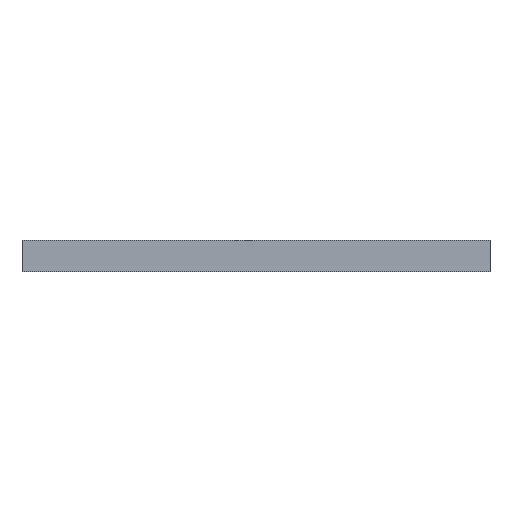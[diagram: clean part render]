
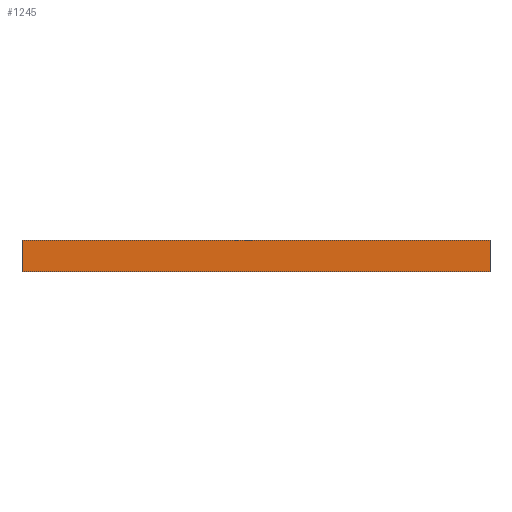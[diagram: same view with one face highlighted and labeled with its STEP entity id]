
A CAD part, front view. The second image highlights one B-rep face of the part: STEP entity #1245.
In plain terms, the highlighted planar face has unit normal (0, -1, 0).
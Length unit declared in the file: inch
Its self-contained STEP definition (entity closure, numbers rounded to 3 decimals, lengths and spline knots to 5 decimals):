
#93=FACE_OUTER_BOUND('',#151,.T.);
#151=EDGE_LOOP('',(#1007,#1008,#1009,#1010));
#339=LINE('',#1925,#507);
#340=LINE('',#1927,#508);
#341=LINE('',#1929,#509);
#342=LINE('',#1930,#510);
#507=VECTOR('',#1587,0.3937);
#508=VECTOR('',#1588,0.3937);
#509=VECTOR('',#1589,0.3937);
#510=VECTOR('',#1590,0.3937);
#623=VERTEX_POINT('',#1923);
#624=VERTEX_POINT('',#1924);
#625=VERTEX_POINT('',#1926);
#626=VERTEX_POINT('',#1928);
#787=EDGE_CURVE('',#623,#624,#339,.T.);
#788=EDGE_CURVE('',#624,#625,#340,.T.);
#789=EDGE_CURVE('',#626,#625,#341,.T.);
#790=EDGE_CURVE('',#623,#626,#342,.T.);
#1007=ORIENTED_EDGE('',*,*,#787,.T.);
#1008=ORIENTED_EDGE('',*,*,#788,.T.);
#1009=ORIENTED_EDGE('',*,*,#789,.F.);
#1010=ORIENTED_EDGE('',*,*,#790,.F.);
#1187=PLANE('',#1317);
#1245=ADVANCED_FACE('',(#93),#1187,.T.);
#1317=AXIS2_PLACEMENT_3D('',#1922,#1585,#1586);
#1585=DIRECTION('center_axis',(0.,-1.,0.));
#1586=DIRECTION('ref_axis',(1.,0.,0.));
#1587=DIRECTION('',(1.,0.,0.));
#1588=DIRECTION('',(0.,0.,1.));
#1589=DIRECTION('',(1.,0.,0.));
#1590=DIRECTION('',(0.,0.,1.));
#1922=CARTESIAN_POINT('Origin',(-7.5,-7.5,0.));
#1923=CARTESIAN_POINT('',(-7.5,-7.5,0.));
#1924=CARTESIAN_POINT('',(7.5,-7.5,0.));
#1925=CARTESIAN_POINT('',(-7.5,-7.5,0.));
#1926=CARTESIAN_POINT('',(7.5,-7.5,1.));
#1927=CARTESIAN_POINT('',(7.5,-7.5,0.));
#1928=CARTESIAN_POINT('',(-7.5,-7.5,1.));
#1929=CARTESIAN_POINT('',(-7.5,-7.5,1.));
#1930=CARTESIAN_POINT('',(-7.5,-7.5,0.));
